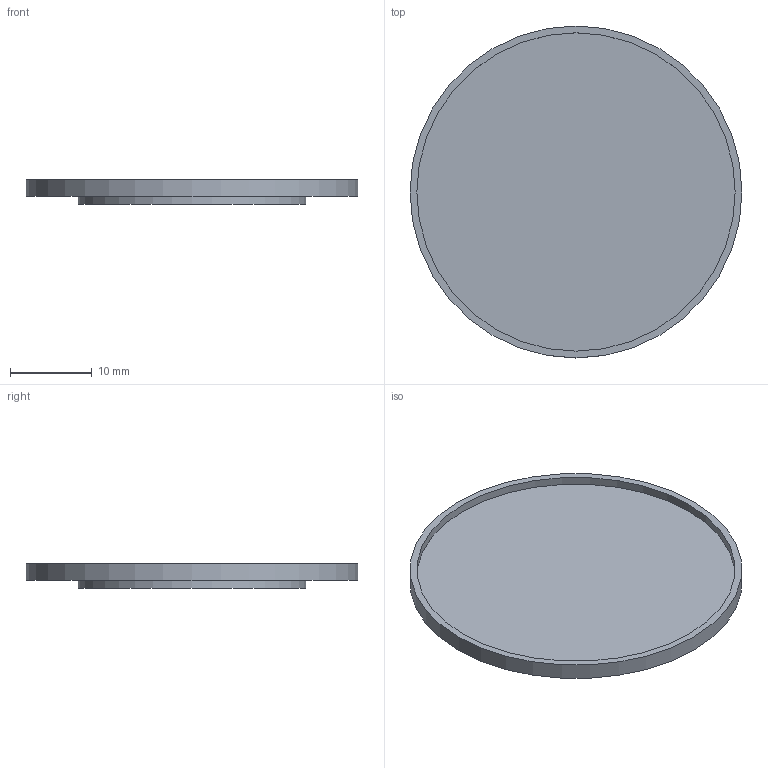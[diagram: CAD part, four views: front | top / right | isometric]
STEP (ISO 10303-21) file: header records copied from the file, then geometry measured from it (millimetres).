
FILE_DESCRIPTION(/* description */ (''),/* implementation_level */ '2;1');
FILE_NAME(/* name */ 'cup cake plate.step',/* time_stamp */ '2025-12-24T01:06:46Z',/* author */ (''),/* organization */ (''),/* preprocessor_version */ 'ST-DEVELOPER v20.1',/* originating_system */ 'Autodesk Translation Framework v14.21.0.0',/* authorisation */ '');
FILE_SCHEMA (('AUTOMOTIVE_DESIGN { 1 0 10303 214 3 1 1 }'));
Length unit declared in the file: millimetre
Products named in the file (1): 2025-12-14-23-50-06-808
Bounding box: 40.5 x 40.5 x 3 mm (x, y, z)
Volume: 1997.6 mm3; surface area: 3039.8 mm2
Topology: 1 solids, 1 shells, 7 faces, 9 edges, 6 vertices
Faces by surface type: plane 4, cylinder 3
Full cylindrical faces by diameter (mm): 27.775 x1, 38.833 x1, 40.497 x1
Entity records: 287 total; most frequent: DIRECTION 31, CARTESIAN_POINT 23, ORIENTED_EDGE 18, PRESENTATION_STYLE_ASSIGNMENT 16, SURFACE_STYLE_USAGE 16, SURFACE_SIDE_STYLE 16, SURFACE_STYLE_FILL_AREA 16, FILL_AREA_STYLE 16
